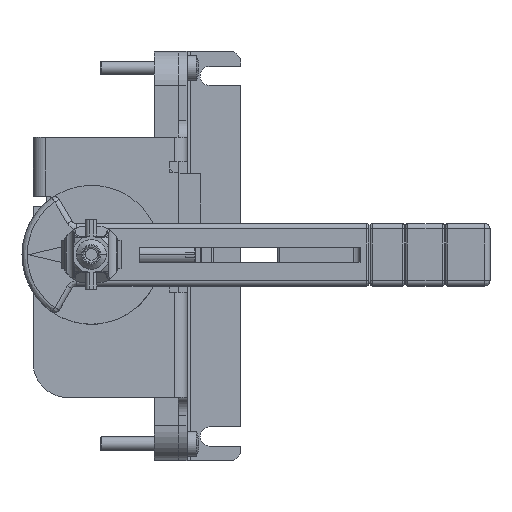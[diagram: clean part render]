
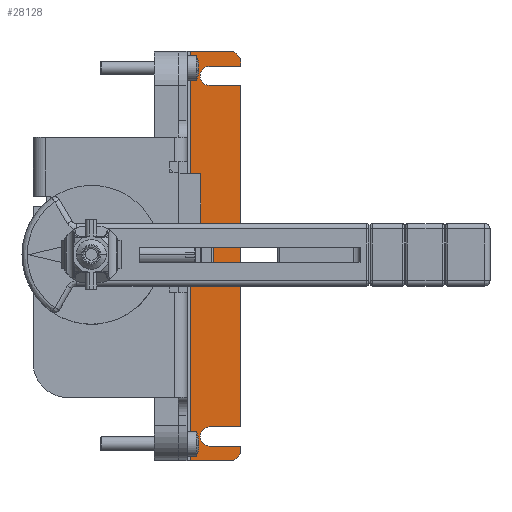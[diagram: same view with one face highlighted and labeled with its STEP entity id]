
A CAD part, top view. The second image highlights one B-rep face of the part: STEP entity #28128.
In plain terms, the highlighted planar face has unit normal (0, 0, 1).
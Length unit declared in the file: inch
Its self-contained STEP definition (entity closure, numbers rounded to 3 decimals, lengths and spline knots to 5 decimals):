
#851 = VECTOR ( 'NONE', #25331, 39.37008 ) ;
#1303 = CARTESIAN_POINT ( 'NONE',  ( -4.42193, -12.26873, 0.04331 ) ) ;
#1343 = AXIS2_PLACEMENT_3D ( 'NONE', #4770, #48523, #11031 ) ;
#1481 = VERTEX_POINT ( 'NONE', #8944 ) ;
#3729 = AXIS2_PLACEMENT_3D ( 'NONE', #34930, #9987, #53730 ) ;
#4137 = VECTOR ( 'NONE', #54933, 39.37008 ) ;
#4565 = VERTEX_POINT ( 'NONE', #74544 ) ;
#4770 = CARTESIAN_POINT ( 'NONE',  ( -4.69752, -7.89865, 0.04331 ) ) ;
#5109 = VERTEX_POINT ( 'NONE', #43602 ) ;
#5251 = LINE ( 'NONE', #34690, #67860 ) ;
#5606 = DIRECTION ( 'NONE',  ( -0.707, 0.707, 0. ) ) ;
#7225 = EDGE_CURVE ( 'NONE', #55725, #25960, #45275, .T. ) ;
#7638 = VERTEX_POINT ( 'NONE', #28518 ) ;
#7764 = AXIS2_PLACEMENT_3D ( 'NONE', #15705, #59475, #22011 ) ;
#7801 = CARTESIAN_POINT ( 'NONE',  ( -5.01248, -12.26873, 0.04331 ) ) ;
#8944 = CARTESIAN_POINT ( 'NONE',  ( -4.34319, -12.18999, 0.04331 ) ) ;
#9987 = DIRECTION ( 'NONE',  ( 0., 0., 1. ) ) ;
#11031 = DIRECTION ( 'NONE',  ( -1., 0., 0. ) ) ;
#11178 = CARTESIAN_POINT ( 'NONE',  ( -4.34319, -12.66243, 0.04331 ) ) ;
#11253 = VERTEX_POINT ( 'NONE', #77692 ) ;
#11645 = DIRECTION ( 'NONE',  ( 0., 1., 0. ) ) ;
#11872 = CARTESIAN_POINT ( 'NONE',  ( -4.34319, -7.7018, 0.04331 ) ) ;
#12825 = CARTESIAN_POINT ( 'NONE',  ( -4.95343, -8.00692, 0.04331 ) ) ;
#12837 = EDGE_CURVE ( 'NONE', #54641, #55725, #69174, .T. ) ;
#13142 = VERTEX_POINT ( 'NONE', #44222 ) ;
#13155 = ORIENTED_EDGE ( 'NONE', *, *, #44758, .T. ) ;
#13826 = CARTESIAN_POINT ( 'NONE',  ( -4.34319, -12.66243, 0.04331 ) ) ;
#14969 = CARTESIAN_POINT ( 'NONE',  ( -4.69752, -11.88487, 0.04331 ) ) ;
#15355 = VERTEX_POINT ( 'NONE', #60022 ) ;
#15705 = CARTESIAN_POINT ( 'NONE',  ( -4.69752, -7.89865, 0.04331 ) ) ;
#17091 = ORIENTED_EDGE ( 'NONE', *, *, #58396, .T. ) ;
#18278 = CARTESIAN_POINT ( 'NONE',  ( -4.95343, -11.88487, 0.04331 ) ) ;
#18789 = VECTOR ( 'NONE', #75369, 39.37008 ) ;
#19334 = EDGE_CURVE ( 'NONE', #13142, #55266, #35477, .T. ) ;
#20106 = VECTOR ( 'NONE', #63870, 39.37008 ) ;
#20315 = ORIENTED_EDGE ( 'NONE', *, *, #50854, .T. ) ;
#20990 = LINE ( 'NONE', #23969, #77637 ) ;
#22011 = DIRECTION ( 'NONE',  ( -1., 0., 0. ) ) ;
#22080 = CARTESIAN_POINT ( 'NONE',  ( -4.69752, -11.99314, 0.04331 ) ) ;
#22686 = ORIENTED_EDGE ( 'NONE', *, *, #12837, .T. ) ;
#22929 = EDGE_CURVE ( 'NONE', #66350, #4565, #40736, .T. ) ;
#22952 = EDGE_CURVE ( 'NONE', #7638, #75318, #36809, .T. ) ;
#23969 = CARTESIAN_POINT ( 'NONE',  ( -4.34319, -12.66243, 0.04331 ) ) ;
#25331 = DIRECTION ( 'NONE',  ( 1., 0., 0. ) ) ;
#25960 = VERTEX_POINT ( 'NONE', #14969 ) ;
#26928 = ORIENTED_EDGE ( 'NONE', *, *, #46591, .T. ) ;
#27649 = CARTESIAN_POINT ( 'NONE',  ( -4.69752, -11.99314, 0.04331 ) ) ;
#27697 = VECTOR ( 'NONE', #5606, 39.37008 ) ;
#28128 = ADVANCED_FACE ( 'NONE', ( #39239 ), #66100, .T. ) ;
#28413 = DIRECTION ( 'NONE',  ( 0.707, 0.707, 0. ) ) ;
#28418 = DIRECTION ( 'NONE',  ( -1., 0., 0. ) ) ;
#28518 = CARTESIAN_POINT ( 'NONE',  ( -4.91406, -12.26873, 0.04331 ) ) ;
#28821 = CARTESIAN_POINT ( 'NONE',  ( -4.80579, -11.99314, 0.04331 ) ) ;
#28829 = VERTEX_POINT ( 'NONE', #71608 ) ;
#29503 = ORIENTED_EDGE ( 'NONE', *, *, #7225, .T. ) ;
#30900 = DIRECTION ( 'NONE',  ( 1., 0., 0. ) ) ;
#30955 = ORIENTED_EDGE ( 'NONE', *, *, #19334, .T. ) ;
#33328 = EDGE_CURVE ( 'NONE', #15355, #5109, #73906, .T. ) ;
#33802 = ORIENTED_EDGE ( 'NONE', *, *, #51798, .T. ) ;
#33952 = DIRECTION ( 'NONE',  ( -1., 0., 0. ) ) ;
#34254 = DIRECTION ( 'NONE',  ( -1., 0., 0. ) ) ;
#34690 = CARTESIAN_POINT ( 'NONE',  ( -4.42193, -12.26873, 0.04331 ) ) ;
#34930 = CARTESIAN_POINT ( 'NONE',  ( -4.95343, -12.66243, 0.04331 ) ) ;
#35258 = VECTOR ( 'NONE', #30900, 39.37008 ) ;
#35477 = LINE ( 'NONE', #12825, #18789 ) ;
#36296 = DIRECTION ( 'NONE',  ( 0., -1., 0. ) ) ;
#36809 = LINE ( 'NONE', #7801, #51453 ) ;
#37200 = LINE ( 'NONE', #18278, #35258 ) ;
#37974 = EDGE_CURVE ( 'NONE', #40861, #7638, #67625, .T. ) ;
#38868 = EDGE_CURVE ( 'NONE', #25960, #44184, #37200, .T. ) ;
#39239 = FACE_OUTER_BOUND ( 'NONE', #72299, .T. ) ;
#39379 = LINE ( 'NONE', #11178, #4137 ) ;
#39409 = CARTESIAN_POINT ( 'NONE',  ( -4.91406, -7.62306, 0.04331 ) ) ;
#40736 = LINE ( 'NONE', #13826, #20106 ) ;
#40861 = VERTEX_POINT ( 'NONE', #39409 ) ;
#43404 = AXIS2_PLACEMENT_3D ( 'NONE', #22080, #65871, #28418 ) ;
#43573 = ORIENTED_EDGE ( 'NONE', *, *, #22952, .T. ) ;
#43602 = CARTESIAN_POINT ( 'NONE',  ( -4.69752, -7.79038, 0.04331 ) ) ;
#44184 = VERTEX_POINT ( 'NONE', #46190 ) ;
#44222 = CARTESIAN_POINT ( 'NONE',  ( -4.34319, -8.00692, 0.04331 ) ) ;
#44300 = LINE ( 'NONE', #11872, #27697 ) ;
#44481 = LINE ( 'NONE', #52788, #75703 ) ;
#44758 = EDGE_CURVE ( 'NONE', #55266, #15355, #50340, .T. ) ;
#45275 = CIRCLE ( 'NONE', #43404, 0.10827 ) ;
#45904 = AXIS2_PLACEMENT_3D ( 'NONE', #27649, #71362, #33952 ) ;
#46190 = CARTESIAN_POINT ( 'NONE',  ( -4.34319, -11.88487, 0.04331 ) ) ;
#46591 = EDGE_CURVE ( 'NONE', #1481, #11253, #39379, .T. ) ;
#47084 = CARTESIAN_POINT ( 'NONE',  ( -4.69752, -12.10141, 0.04331 ) ) ;
#48523 = DIRECTION ( 'NONE',  ( 0., 0., -1. ) ) ;
#48822 = LINE ( 'NONE', #62787, #851 ) ;
#48857 = CARTESIAN_POINT ( 'NONE',  ( -4.91406, -9.94589, 0.04331 ) ) ;
#50340 = CIRCLE ( 'NONE', #1343, 0.10827 ) ;
#50854 = EDGE_CURVE ( 'NONE', #11253, #54641, #44481, .T. ) ;
#51306 = VECTOR ( 'NONE', #57255, 39.37008 ) ;
#51453 = VECTOR ( 'NONE', #51553, 39.37008 ) ;
#51553 = DIRECTION ( 'NONE',  ( 1., 0., 0. ) ) ;
#51798 = EDGE_CURVE ( 'NONE', #28829, #40861, #67955, .T. ) ;
#52788 = CARTESIAN_POINT ( 'NONE',  ( -4.95343, -12.10141, 0.04331 ) ) ;
#52917 = VECTOR ( 'NONE', #36296, 39.37008 ) ;
#53730 = DIRECTION ( 'NONE',  ( 1., 0., 0. ) ) ;
#54566 = CARTESIAN_POINT ( 'NONE',  ( -4.34319, -7.79038, 0.04331 ) ) ;
#54641 = VERTEX_POINT ( 'NONE', #47084 ) ;
#54933 = DIRECTION ( 'NONE',  ( 0., 1., 0. ) ) ;
#55266 = VERTEX_POINT ( 'NONE', #73475 ) ;
#55725 = VERTEX_POINT ( 'NONE', #28821 ) ;
#57255 = DIRECTION ( 'NONE',  ( -1., 0., 0. ) ) ;
#58396 = EDGE_CURVE ( 'NONE', #75318, #1481, #5251, .T. ) ;
#58702 = ORIENTED_EDGE ( 'NONE', *, *, #79257, .T. ) ;
#59217 = ORIENTED_EDGE ( 'NONE', *, *, #22929, .T. ) ;
#59475 = DIRECTION ( 'NONE',  ( 0., 0., -1. ) ) ;
#60022 = CARTESIAN_POINT ( 'NONE',  ( -4.80579, -7.89865, 0.04331 ) ) ;
#62787 = CARTESIAN_POINT ( 'NONE',  ( -4.95343, -7.79038, 0.04331 ) ) ;
#63334 = CARTESIAN_POINT ( 'NONE',  ( -5.01248, -7.62306, 0.04331 ) ) ;
#63870 = DIRECTION ( 'NONE',  ( 0., 1., 0. ) ) ;
#65065 = ORIENTED_EDGE ( 'NONE', *, *, #37974, .T. ) ;
#65871 = DIRECTION ( 'NONE',  ( 0., 0., -1. ) ) ;
#66100 = PLANE ( 'NONE',  #3729 ) ;
#66350 = VERTEX_POINT ( 'NONE', #54566 ) ;
#67625 = LINE ( 'NONE', #48857, #52917 ) ;
#67722 = EDGE_CURVE ( 'NONE', #44184, #13142, #20990, .T. ) ;
#67860 = VECTOR ( 'NONE', #28413, 39.37008 ) ;
#67955 = LINE ( 'NONE', #63334, #51306 ) ;
#69174 = CIRCLE ( 'NONE', #45904, 0.10827 ) ;
#71138 = ORIENTED_EDGE ( 'NONE', *, *, #38868, .T. ) ;
#71362 = DIRECTION ( 'NONE',  ( 0., 0., -1. ) ) ;
#71608 = CARTESIAN_POINT ( 'NONE',  ( -4.42193, -7.62306, 0.04331 ) ) ;
#72299 = EDGE_LOOP ( 'NONE', ( #59217, #58702, #33802, #65065, #43573, #17091, #26928, #20315, #22686, #29503, #71138, #77946, #30955, #13155, #75165, #79528 ) ) ;
#72305 = EDGE_CURVE ( 'NONE', #5109, #66350, #48822, .T. ) ;
#73475 = CARTESIAN_POINT ( 'NONE',  ( -4.69752, -8.00692, 0.04331 ) ) ;
#73906 = CIRCLE ( 'NONE', #7764, 0.10827 ) ;
#74544 = CARTESIAN_POINT ( 'NONE',  ( -4.34319, -7.7018, 0.04331 ) ) ;
#75165 = ORIENTED_EDGE ( 'NONE', *, *, #33328, .T. ) ;
#75318 = VERTEX_POINT ( 'NONE', #1303 ) ;
#75369 = DIRECTION ( 'NONE',  ( -1., 0., 0. ) ) ;
#75703 = VECTOR ( 'NONE', #34254, 39.37008 ) ;
#77637 = VECTOR ( 'NONE', #11645, 39.37008 ) ;
#77692 = CARTESIAN_POINT ( 'NONE',  ( -4.34319, -12.10141, 0.04331 ) ) ;
#77946 = ORIENTED_EDGE ( 'NONE', *, *, #67722, .T. ) ;
#79257 = EDGE_CURVE ( 'NONE', #4565, #28829, #44300, .T. ) ;
#79528 = ORIENTED_EDGE ( 'NONE', *, *, #72305, .T. ) ;
